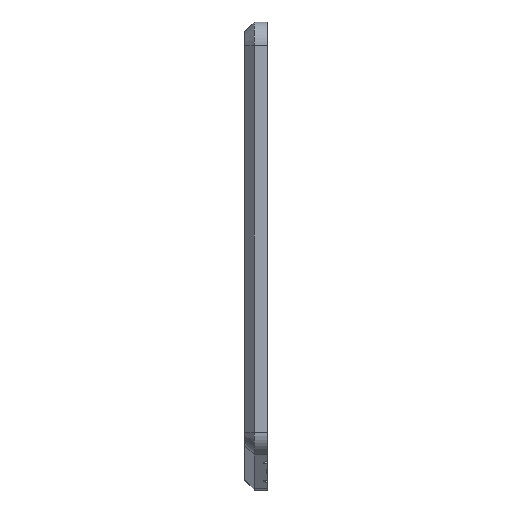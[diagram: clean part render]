
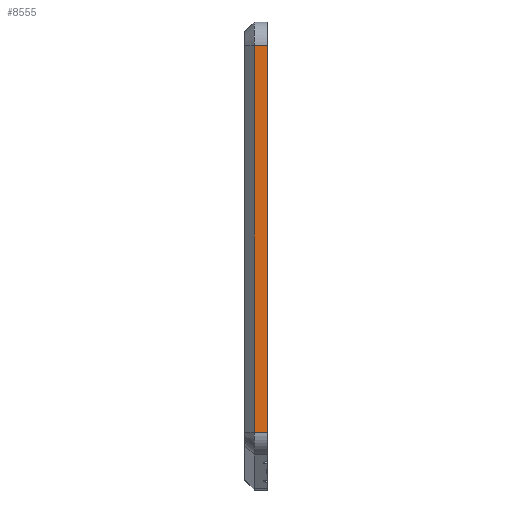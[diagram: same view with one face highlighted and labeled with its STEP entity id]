
A CAD part, left-side view. The second image highlights one B-rep face of the part: STEP entity #8555.
In plain terms, the highlighted planar face has unit normal (-1, 0, 0).
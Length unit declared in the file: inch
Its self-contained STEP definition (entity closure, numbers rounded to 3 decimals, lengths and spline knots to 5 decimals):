
#303=PLANE('',#9397);
#728=FACE_OUTER_BOUND('',#1206,.T.);
#1206=EDGE_LOOP('',(#7227,#7228,#7229,#7230));
#2026=LINE('',#14245,#2855);
#2075=LINE('',#14369,#2904);
#2076=LINE('',#14373,#2905);
#2077=LINE('',#14374,#2906);
#2855=VECTOR('',#11627,0.3937);
#2904=VECTOR('',#11730,0.3937);
#2905=VECTOR('',#11735,0.3937);
#2906=VECTOR('',#11736,0.3937);
#4132=VERTEX_POINT('',#14242);
#4133=VERTEX_POINT('',#14244);
#4181=VERTEX_POINT('',#14368);
#4182=VERTEX_POINT('',#14372);
#5271=EDGE_CURVE('',#4133,#4132,#2026,.T.);
#5333=EDGE_CURVE('',#4133,#4181,#2075,.T.);
#5335=EDGE_CURVE('',#4132,#4182,#2076,.T.);
#5336=EDGE_CURVE('',#4182,#4181,#2077,.T.);
#7227=ORIENTED_EDGE('',*,*,#5271,.T.);
#7228=ORIENTED_EDGE('',*,*,#5335,.T.);
#7229=ORIENTED_EDGE('',*,*,#5336,.T.);
#7230=ORIENTED_EDGE('',*,*,#5333,.F.);
#8555=ADVANCED_FACE('',(#728),#303,.F.);
#9397=AXIS2_PLACEMENT_3D('',#14371,#11733,#11734);
#11627=DIRECTION('',(0.,0.,1.));
#11730=DIRECTION('',(0.,1.,0.));
#11733=DIRECTION('center_axis',(1.,0.,0.));
#11734=DIRECTION('ref_axis',(0.,0.,1.));
#11735=DIRECTION('',(0.,1.,0.));
#11736=DIRECTION('',(0.,0.,-1.));
#14242=CARTESIAN_POINT('',(3.29083,-0.15354,3.14323));
#14244=CARTESIAN_POINT('',(3.29083,-0.15354,0.00873));
#14245=CARTESIAN_POINT('',(3.29083,-0.15354,0.00437));
#14368=CARTESIAN_POINT('',(3.29083,-0.04724,0.00873));
#14369=CARTESIAN_POINT('',(3.29083,0.,0.00873));
#14371=CARTESIAN_POINT('Origin',(3.29083,0.,0.00873));
#14372=CARTESIAN_POINT('',(3.29083,-0.04724,3.14323));
#14373=CARTESIAN_POINT('',(3.29083,0.,3.14323));
#14374=CARTESIAN_POINT('',(3.29083,-0.04724,0.72346));
